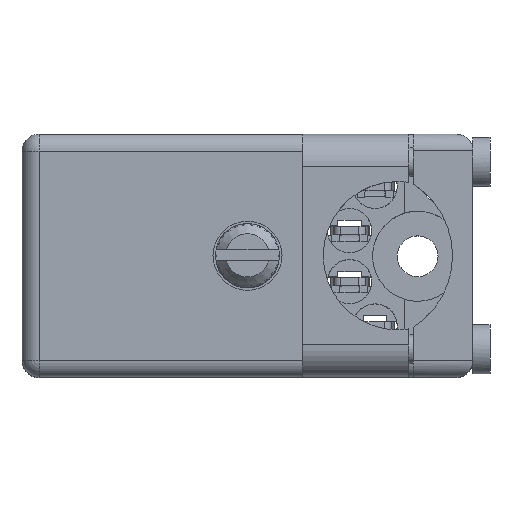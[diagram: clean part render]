
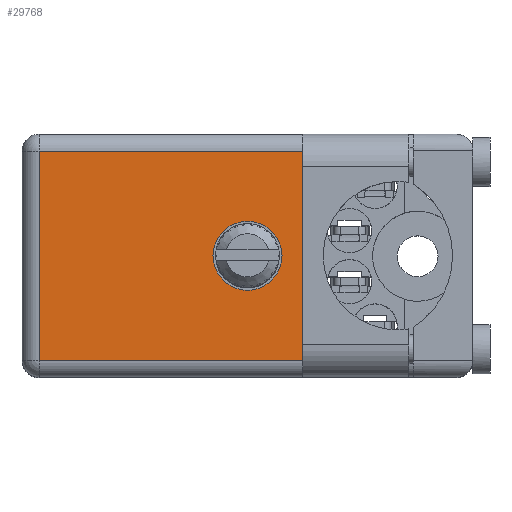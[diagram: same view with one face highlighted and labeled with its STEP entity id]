
A CAD part, top view. The second image highlights one B-rep face of the part: STEP entity #29768.
In plain terms, the highlighted face is planar.
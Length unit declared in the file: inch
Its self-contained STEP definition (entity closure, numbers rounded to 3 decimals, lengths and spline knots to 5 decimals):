
#880 = AXIS2_PLACEMENT_3D ( 'NONE', #80012, #36711, #168399 ) ;
#2672 = DIRECTION ( 'NONE',  ( 1., 0., 0. ) ) ;
#6114 = CARTESIAN_POINT ( 'NONE',  ( 0., 0.806, 0. ) ) ;
#8126 = ORIENTED_EDGE ( 'NONE', *, *, #76286, .T. ) ;
#8371 = CARTESIAN_POINT ( 'NONE',  ( 0., 0.806, -0.1015 ) ) ;
#10309 = FACE_BOUND ( 'NONE', #83039, .T. ) ;
#12125 = CARTESIAN_POINT ( 'NONE',  ( 0.4875, 0.806, -0.3575 ) ) ;
#13377 = DIRECTION ( 'NONE',  ( 0., 0., 1. ) ) ;
#15451 = CARTESIAN_POINT ( 'NONE',  ( 0.2025, 0.806, -0.245 ) ) ;
#17394 = VERTEX_POINT ( 'NONE', #136685 ) ;
#18513 = AXIS2_PLACEMENT_3D ( 'NONE', #127555, #188055, #187118 ) ;
#18819 = VERTEX_POINT ( 'NONE', #54279 ) ;
#23407 = DIRECTION ( 'NONE',  ( 0., 1., 0. ) ) ;
#25252 = ORIENTED_EDGE ( 'NONE', *, *, #114497, .F. ) ;
#27798 = CARTESIAN_POINT ( 'NONE',  ( 0.2025, 0.806, 0.245 ) ) ;
#28043 = CARTESIAN_POINT ( 'NONE',  ( 0.2025, 0.806, -0.245 ) ) ;
#29768 = ADVANCED_FACE ( 'NONE', ( #156394, #10309 ), #68962, .T. ) ;
#35949 = DIRECTION ( 'NONE',  ( 0., 0., 1. ) ) ;
#36711 = DIRECTION ( 'NONE',  ( 0., 1., 0. ) ) ;
#40087 = VERTEX_POINT ( 'NONE', #97339 ) ;
#41528 = DIRECTION ( 'NONE',  ( 1., 0., 0. ) ) ;
#44049 = VECTOR ( 'NONE', #2672, 39.37008 ) ;
#49862 = VECTOR ( 'NONE', #169526, 39.37008 ) ;
#50132 = CIRCLE ( 'NONE', #880, 0.1015 ) ;
#51802 = DIRECTION ( 'NONE',  ( -1., 0., 0. ) ) ;
#54279 = CARTESIAN_POINT ( 'NONE',  ( -0.6125, 0.806, 0.3075 ) ) ;
#57272 = DIRECTION ( 'NONE',  ( 0., 0., 1. ) ) ;
#59469 = LINE ( 'NONE', #149808, #44049 ) ;
#61275 = VERTEX_POINT ( 'NONE', #178595 ) ;
#61452 = VERTEX_POINT ( 'NONE', #8371 ) ;
#68962 = PLANE ( 'NONE',  #18513 ) ;
#69644 = VERTEX_POINT ( 'NONE', #15451 ) ;
#72104 = ORIENTED_EDGE ( 'NONE', *, *, #78054, .T. ) ;
#72368 = VERTEX_POINT ( 'NONE', #101173 ) ;
#72688 = ORIENTED_EDGE ( 'NONE', *, *, #88433, .F. ) ;
#76286 = EDGE_CURVE ( 'NONE', #61275, #69644, #173905, .T. ) ;
#78054 = EDGE_CURVE ( 'NONE', #162855, #61275, #133523, .T. ) ;
#78775 = LINE ( 'NONE', #183440, #83613 ) ;
#80012 = CARTESIAN_POINT ( 'NONE',  ( 0., 0.806, 0. ) ) ;
#82914 = LINE ( 'NONE', #28043, #122871 ) ;
#83039 = EDGE_LOOP ( 'NONE', ( #184594, #25252 ) ) ;
#83613 = VECTOR ( 'NONE', #51802, 39.37008 ) ;
#84045 = AXIS2_PLACEMENT_3D ( 'NONE', #6114, #23407, #35949 ) ;
#88433 = EDGE_CURVE ( 'NONE', #162855, #125412, #114979, .T. ) ;
#89279 = LINE ( 'NONE', #144115, #142863 ) ;
#89913 = VERTEX_POINT ( 'NONE', #106505 ) ;
#90494 = ORIENTED_EDGE ( 'NONE', *, *, #110725, .T. ) ;
#90570 = EDGE_CURVE ( 'NONE', #69644, #72368, #82914, .T. ) ;
#93588 = VECTOR ( 'NONE', #105644, 39.37008 ) ;
#94448 = ORIENTED_EDGE ( 'NONE', *, *, #125357, .T. ) ;
#97339 = CARTESIAN_POINT ( 'NONE',  ( -0.6125, 0.806, -0.3075 ) ) ;
#101173 = CARTESIAN_POINT ( 'NONE',  ( 0.4875, 0.806, -0.245 ) ) ;
#102349 = CIRCLE ( 'NONE', #84045, 0.1015 ) ;
#105077 = ORIENTED_EDGE ( 'NONE', *, *, #117045, .T. ) ;
#105644 = DIRECTION ( 'NONE',  ( -1., 0., 0. ) ) ;
#106505 = CARTESIAN_POINT ( 'NONE',  ( 0.4875, 0.806, -0.3075 ) ) ;
#110123 = EDGE_CURVE ( 'NONE', #17394, #61452, #102349, .T. ) ;
#110725 = EDGE_CURVE ( 'NONE', #89913, #40087, #78775, .T. ) ;
#111108 = EDGE_CURVE ( 'NONE', #89913, #72368, #139765, .T. ) ;
#114497 = EDGE_CURVE ( 'NONE', #61452, #17394, #50132, .T. ) ;
#114979 = LINE ( 'NONE', #12125, #138111 ) ;
#117045 = EDGE_CURVE ( 'NONE', #18819, #125412, #59469, .T. ) ;
#118189 = CARTESIAN_POINT ( 'NONE',  ( 0.2025, 0.806, 0.245 ) ) ;
#122871 = VECTOR ( 'NONE', #41528, 39.37008 ) ;
#125357 = EDGE_CURVE ( 'NONE', #40087, #18819, #89279, .T. ) ;
#125412 = VERTEX_POINT ( 'NONE', #137294 ) ;
#127555 = CARTESIAN_POINT ( 'NONE',  ( -0.6625, 0.806, -0.3575 ) ) ;
#133523 = LINE ( 'NONE', #118189, #93588 ) ;
#136685 = CARTESIAN_POINT ( 'NONE',  ( 0., 0.806, 0.1015 ) ) ;
#137294 = CARTESIAN_POINT ( 'NONE',  ( 0.4875, 0.806, 0.3075 ) ) ;
#138111 = VECTOR ( 'NONE', #57272, 39.37008 ) ;
#139765 = LINE ( 'NONE', #155097, #49862 ) ;
#142863 = VECTOR ( 'NONE', #13377, 39.37008 ) ;
#144115 = CARTESIAN_POINT ( 'NONE',  ( -0.6125, 0.806, -0.3575 ) ) ;
#144967 = ORIENTED_EDGE ( 'NONE', *, *, #111108, .F. ) ;
#149808 = CARTESIAN_POINT ( 'NONE',  ( 0.4875, 0.806, 0.3075 ) ) ;
#150597 = EDGE_LOOP ( 'NONE', ( #94448, #105077, #72688, #72104, #8126, #187527, #144967, #90494 ) ) ;
#155097 = CARTESIAN_POINT ( 'NONE',  ( 0.4875, 0.806, -0.3575 ) ) ;
#156394 = FACE_OUTER_BOUND ( 'NONE', #150597, .T. ) ;
#162855 = VERTEX_POINT ( 'NONE', #182215 ) ;
#168399 = DIRECTION ( 'NONE',  ( 0., 0., 1. ) ) ;
#169526 = DIRECTION ( 'NONE',  ( 0., 0., 1. ) ) ;
#173905 = LINE ( 'NONE', #27798, #181637 ) ;
#174826 = DIRECTION ( 'NONE',  ( 0., 0., -1. ) ) ;
#178595 = CARTESIAN_POINT ( 'NONE',  ( 0.2025, 0.806, 0.245 ) ) ;
#181637 = VECTOR ( 'NONE', #174826, 39.37008 ) ;
#182215 = CARTESIAN_POINT ( 'NONE',  ( 0.4875, 0.806, 0.245 ) ) ;
#183440 = CARTESIAN_POINT ( 'NONE',  ( -0.6625, 0.806, -0.3075 ) ) ;
#184594 = ORIENTED_EDGE ( 'NONE', *, *, #110123, .F. ) ;
#187118 = DIRECTION ( 'NONE',  ( -1., 0., 0. ) ) ;
#187527 = ORIENTED_EDGE ( 'NONE', *, *, #90570, .T. ) ;
#188055 = DIRECTION ( 'NONE',  ( 0., 1., 0. ) ) ;
